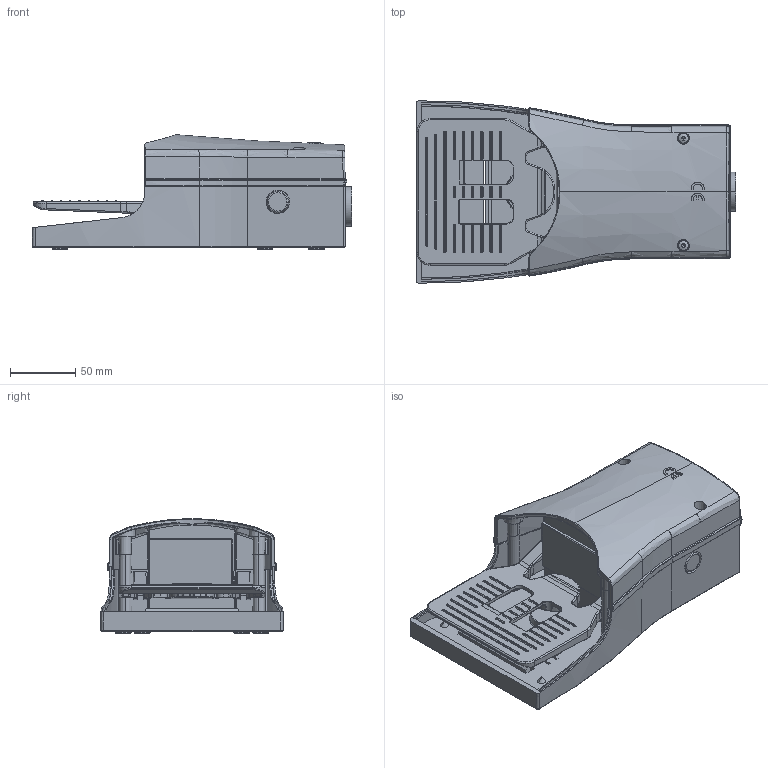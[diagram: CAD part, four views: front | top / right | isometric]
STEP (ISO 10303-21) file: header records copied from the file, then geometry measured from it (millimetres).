
FILE_DESCRIPTION(( 'PEDS_EEM.STEP' ), '1');
FILE_NAME( 'PEDDS EEM.STEP', '2019-03-04T11:50:19',( 'Sopra'),('sopra-pneumatic.com'), 'SwSTEP 2.0','SolidWorks 2009','' );
FILE_SCHEMA (( 'AUTOMOTIVE_DESIGN' ));
Length unit declared in the file: millimetre
Products named in the file (1): 1_152_4n
Bounding box: 243.9 x 139.42 x 87.47 mm (x, y, z)
Volume: 397996.6 mm3; surface area: 246589.2 mm2
Topology: 1 solids, 1 shells, 3896 faces, 9417 edges, 5394 vertices
Faces by surface type: cylinder 1338, bspline 972, plane 840, sphere 301, torus 300, cone 145
Entity records: 240305 total; most frequent: CARTESIAN_POINT 136705, ORIENTED_EDGE 18420, DIRECTION 13123, EDGE_CURVE 9210, VERTEX_POINT 5367, AXIS2_PLACEMENT_3D 5106, EDGE_LOOP 3999, B_SPLINE_CURVE_WITH_KNOTS 3955
